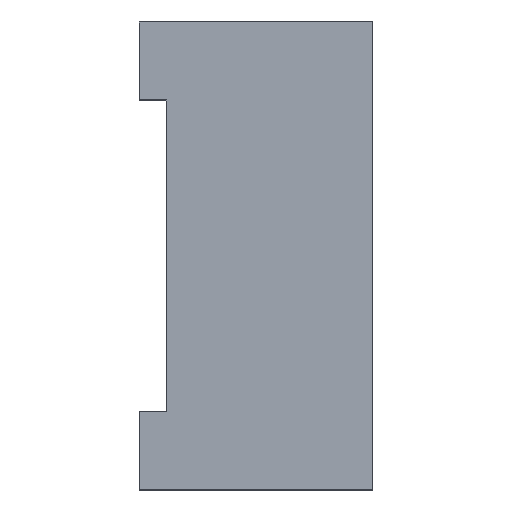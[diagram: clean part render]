
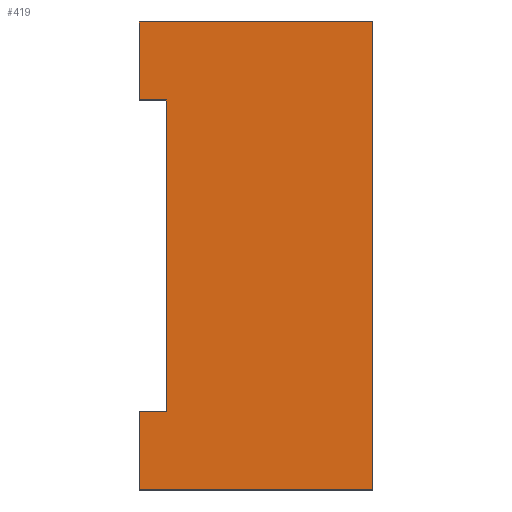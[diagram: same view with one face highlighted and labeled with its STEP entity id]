
A CAD part, left-side view. The second image highlights one B-rep face of the part: STEP entity #419.
In plain terms, the highlighted planar face has unit normal (-1, 0, 0).
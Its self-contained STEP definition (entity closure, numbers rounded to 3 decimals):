
#28=PLANE('',#484);
#53=FACE_OUTER_BOUND('',#78,.T.);
#78=EDGE_LOOP('',(#355,#356,#357,#358,#359,#360,#361,#362));
#102=LINE('',#695,#136);
#106=LINE('',#704,#140);
#109=LINE('',#708,#143);
#110=LINE('',#711,#144);
#111=LINE('',#713,#145);
#112=LINE('',#715,#146);
#113=LINE('',#717,#147);
#114=LINE('',#718,#148);
#136=VECTOR('',#577,10.);
#140=VECTOR('',#583,10.);
#143=VECTOR('',#588,10.);
#144=VECTOR('',#591,10.);
#145=VECTOR('',#592,10.);
#146=VECTOR('',#593,10.);
#147=VECTOR('',#594,10.);
#148=VECTOR('',#595,10.);
#210=VERTEX_POINT('',#692);
#211=VERTEX_POINT('',#694);
#214=VERTEX_POINT('',#701);
#215=VERTEX_POINT('',#703);
#216=VERTEX_POINT('',#710);
#217=VERTEX_POINT('',#712);
#218=VERTEX_POINT('',#714);
#219=VERTEX_POINT('',#716);
#261=EDGE_CURVE('',#211,#210,#102,.T.);
#265=EDGE_CURVE('',#215,#214,#106,.T.);
#268=EDGE_CURVE('',#210,#215,#109,.T.);
#269=EDGE_CURVE('',#216,#214,#110,.T.);
#270=EDGE_CURVE('',#217,#216,#111,.T.);
#271=EDGE_CURVE('',#218,#217,#112,.T.);
#272=EDGE_CURVE('',#218,#219,#113,.T.);
#273=EDGE_CURVE('',#211,#219,#114,.T.);
#355=ORIENTED_EDGE('',*,*,#261,.T.);
#356=ORIENTED_EDGE('',*,*,#268,.T.);
#357=ORIENTED_EDGE('',*,*,#265,.T.);
#358=ORIENTED_EDGE('',*,*,#269,.F.);
#359=ORIENTED_EDGE('',*,*,#270,.F.);
#360=ORIENTED_EDGE('',*,*,#271,.F.);
#361=ORIENTED_EDGE('',*,*,#272,.T.);
#362=ORIENTED_EDGE('',*,*,#273,.F.);
#419=ADVANCED_FACE('',(#53),#28,.T.);
#484=AXIS2_PLACEMENT_3D('',#709,#589,#590);
#577=DIRECTION('',(0.,-1.,0.));
#583=DIRECTION('',(0.,1.,0.));
#588=DIRECTION('',(0.,0.,-1.));
#589=DIRECTION('center_axis',(-1.,0.,0.));
#590=DIRECTION('ref_axis',(0.,0.,1.));
#591=DIRECTION('',(0.,0.,1.));
#592=DIRECTION('',(0.,1.,0.));
#593=DIRECTION('',(0.,0.,-1.));
#594=DIRECTION('',(0.,1.,0.));
#595=DIRECTION('',(0.,0.,1.));
#692=CARTESIAN_POINT('',(-54.5,5.3,4.));
#694=CARTESIAN_POINT('',(-54.5,6.,4.));
#695=CARTESIAN_POINT('',(-54.5,3.65,4.));
#701=CARTESIAN_POINT('',(-54.5,6.,-4.));
#703=CARTESIAN_POINT('',(-54.5,5.3,-4.));
#704=CARTESIAN_POINT('',(-54.5,2.65,-4.));
#708=CARTESIAN_POINT('',(-54.5,5.3,-1.));
#709=CARTESIAN_POINT('Origin',(-54.5,0.,-6.));
#710=CARTESIAN_POINT('',(-54.5,6.,-6.));
#711=CARTESIAN_POINT('',(-54.5,6.,6.));
#712=CARTESIAN_POINT('',(-54.5,0.,-6.));
#713=CARTESIAN_POINT('',(-54.5,0.,-6.));
#714=CARTESIAN_POINT('',(-54.5,0.,6.));
#715=CARTESIAN_POINT('',(-54.5,0.,6.));
#716=CARTESIAN_POINT('',(-54.5,6.,6.));
#717=CARTESIAN_POINT('',(-54.5,0.,6.));
#718=CARTESIAN_POINT('',(-54.5,6.,6.));
